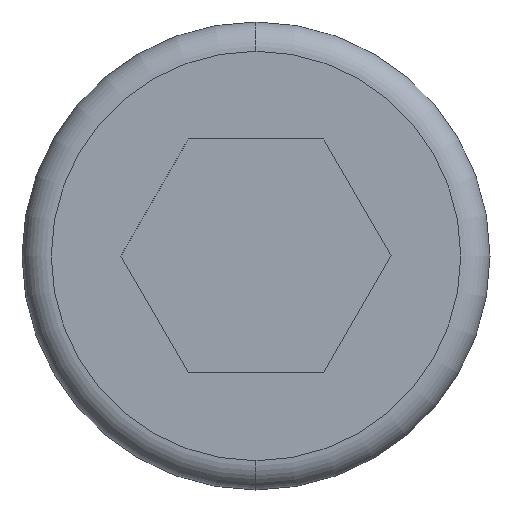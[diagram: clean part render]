
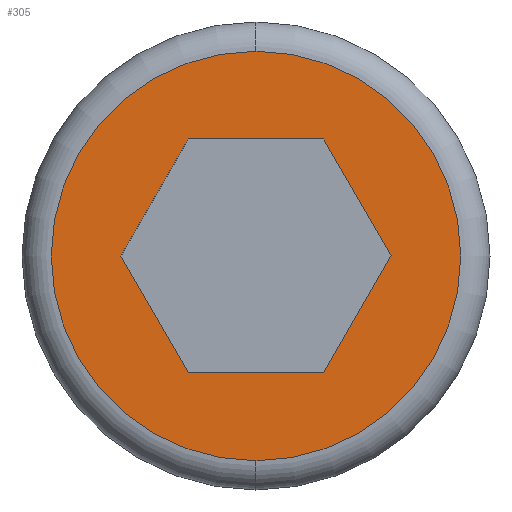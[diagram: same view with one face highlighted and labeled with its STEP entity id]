
A CAD part, left-side view. The second image highlights one B-rep face of the part: STEP entity #305.
In plain terms, the highlighted planar face has unit normal (-1, 0, 0).
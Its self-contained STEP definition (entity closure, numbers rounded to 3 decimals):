
#13 = CARTESIAN_POINT ( 'NONE',  ( 0., 0., 7. ) ) ;
#14 = EDGE_CURVE ( 'NONE', #25, #458, #335, .T. ) ;
#16 = CARTESIAN_POINT ( 'NONE',  ( 0., 4.619, 0. ) ) ;
#21 = DIRECTION ( 'NONE',  ( 0., 1., 0. ) ) ;
#25 = VERTEX_POINT ( 'NONE', #16 ) ;
#60 = DIRECTION ( 'NONE',  ( 0., 0.5, -0.866 ) ) ;
#69 = VECTOR ( 'NONE', #21, 1000. ) ;
#71 = EDGE_CURVE ( 'NONE', #185, #115, #298, .T. ) ;
#72 = LINE ( 'NONE', #159, #532 ) ;
#80 = VECTOR ( 'NONE', #186, 1000. ) ;
#103 = CARTESIAN_POINT ( 'NONE',  ( 0., 0., 0. ) ) ;
#105 = EDGE_CURVE ( 'NONE', #115, #185, #481, .T. ) ;
#106 = CARTESIAN_POINT ( 'NONE',  ( 0., 2.309, -4. ) ) ;
#115 = VERTEX_POINT ( 'NONE', #13 ) ;
#123 = CARTESIAN_POINT ( 'NONE',  ( 0., 2.309, 4. ) ) ;
#134 = EDGE_CURVE ( 'NONE', #433, #446, #359, .T. ) ;
#142 = VERTEX_POINT ( 'NONE', #191 ) ;
#148 = DIRECTION ( 'NONE',  ( 0., 0., -1. ) ) ;
#159 = CARTESIAN_POINT ( 'NONE',  ( 0., 2.309, -4. ) ) ;
#161 = EDGE_LOOP ( 'NONE', ( #523, #434 ) ) ;
#164 = AXIS2_PLACEMENT_3D ( 'NONE', #517, #253, #383 ) ;
#178 = EDGE_CURVE ( 'NONE', #142, #578, #451, .T. ) ;
#185 = VERTEX_POINT ( 'NONE', #338 ) ;
#186 = DIRECTION ( 'NONE',  ( 0., -0.5, 0.866 ) ) ;
#188 = VECTOR ( 'NONE', #368, 1000. ) ;
#191 = CARTESIAN_POINT ( 'NONE',  ( 0., -2.309, 4. ) ) ;
#192 = CARTESIAN_POINT ( 'NONE',  ( 0., -4.619, 0. ) ) ;
#196 = EDGE_CURVE ( 'NONE', #446, #142, #531, .T. ) ;
#204 = PLANE ( 'NONE',  #164 ) ;
#207 = FACE_OUTER_BOUND ( 'NONE', #161, .T. ) ;
#210 = VECTOR ( 'NONE', #215, 1000. ) ;
#215 = DIRECTION ( 'NONE',  ( 0., -0.5, -0.866 ) ) ;
#222 = ORIENTED_EDGE ( 'NONE', *, *, #178, .F. ) ;
#234 = CARTESIAN_POINT ( 'NONE',  ( 0., -2.309, -4. ) ) ;
#253 = DIRECTION ( 'NONE',  ( 1., 0., 0. ) ) ;
#256 = VECTOR ( 'NONE', #60, 1000. ) ;
#257 = ORIENTED_EDGE ( 'NONE', *, *, #196, .F. ) ;
#265 = CARTESIAN_POINT ( 'NONE',  ( 0., 4.619, 0. ) ) ;
#298 = CIRCLE ( 'NONE', #407, 7. ) ;
#305 = ADVANCED_FACE ( 'NONE', ( #207, #438 ), #204, .F. ) ;
#312 = EDGE_LOOP ( 'NONE', ( #415, #396, #222, #257, #530, #499 ) ) ;
#325 = CARTESIAN_POINT ( 'NONE',  ( 0., -2.309, -4. ) ) ;
#329 = LINE ( 'NONE', #331, #256 ) ;
#331 = CARTESIAN_POINT ( 'NONE',  ( 0., 2.309, 4. ) ) ;
#332 = CARTESIAN_POINT ( 'NONE',  ( 0., -4.619, 0. ) ) ;
#334 = CARTESIAN_POINT ( 'NONE',  ( 0., -2.309, 4. ) ) ;
#335 = LINE ( 'NONE', #265, #210 ) ;
#338 = CARTESIAN_POINT ( 'NONE',  ( 0., 0., -7. ) ) ;
#339 = EDGE_CURVE ( 'NONE', #458, #433, #72, .T. ) ;
#359 = LINE ( 'NONE', #325, #80 ) ;
#368 = DIRECTION ( 'NONE',  ( 0., 0.5, 0.866 ) ) ;
#374 = AXIS2_PLACEMENT_3D ( 'NONE', #103, #479, #148 ) ;
#383 = DIRECTION ( 'NONE',  ( 0., 0., -1. ) ) ;
#396 = ORIENTED_EDGE ( 'NONE', *, *, #408, .F. ) ;
#407 = AXIS2_PLACEMENT_3D ( 'NONE', #498, #409, #497 ) ;
#408 = EDGE_CURVE ( 'NONE', #578, #25, #329, .T. ) ;
#409 = DIRECTION ( 'NONE',  ( -1., 0., 0. ) ) ;
#415 = ORIENTED_EDGE ( 'NONE', *, *, #14, .F. ) ;
#433 = VERTEX_POINT ( 'NONE', #234 ) ;
#434 = ORIENTED_EDGE ( 'NONE', *, *, #105, .T. ) ;
#438 = FACE_BOUND ( 'NONE', #312, .T. ) ;
#446 = VERTEX_POINT ( 'NONE', #192 ) ;
#451 = LINE ( 'NONE', #334, #69 ) ;
#458 = VERTEX_POINT ( 'NONE', #106 ) ;
#479 = DIRECTION ( 'NONE',  ( -1., 0., 0. ) ) ;
#481 = CIRCLE ( 'NONE', #374, 7. ) ;
#497 = DIRECTION ( 'NONE',  ( 0., 0., -1. ) ) ;
#498 = CARTESIAN_POINT ( 'NONE',  ( 0., 0., 0. ) ) ;
#499 = ORIENTED_EDGE ( 'NONE', *, *, #339, .F. ) ;
#517 = CARTESIAN_POINT ( 'NONE',  ( 0., 0., 0. ) ) ;
#520 = DIRECTION ( 'NONE',  ( 0., -1., 0. ) ) ;
#523 = ORIENTED_EDGE ( 'NONE', *, *, #71, .T. ) ;
#530 = ORIENTED_EDGE ( 'NONE', *, *, #134, .F. ) ;
#531 = LINE ( 'NONE', #332, #188 ) ;
#532 = VECTOR ( 'NONE', #520, 1000. ) ;
#578 = VERTEX_POINT ( 'NONE', #123 ) ;
